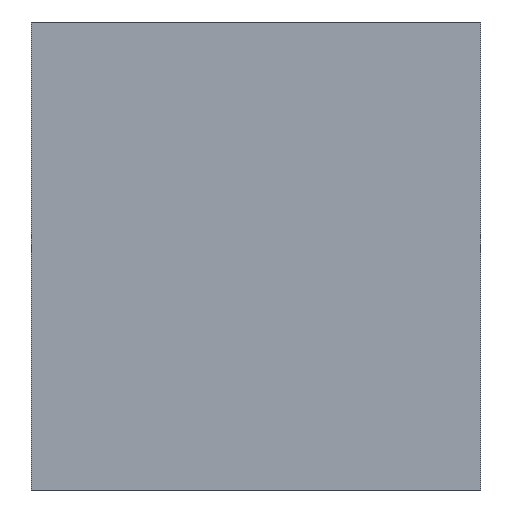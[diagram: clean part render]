
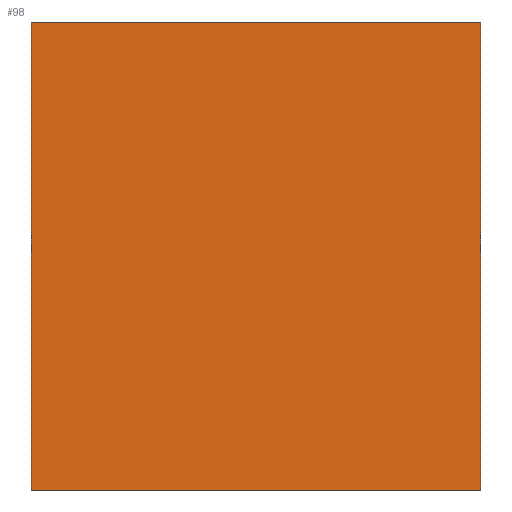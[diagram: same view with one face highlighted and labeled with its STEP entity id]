
A CAD part, front view. The second image highlights one B-rep face of the part: STEP entity #98.
In plain terms, the highlighted planar face has unit normal (0, -1, 0).
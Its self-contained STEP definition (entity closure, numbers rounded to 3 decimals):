
#14 = DIRECTION ( 'NONE',  ( 0., 0., -1. ) ) ;
#19 = DIRECTION ( 'NONE',  ( 0., 1., 0. ) ) ;
#23 = VECTOR ( 'NONE', #43, 1000. ) ;
#26 = DIRECTION ( 'NONE',  ( 1., 0., 0. ) ) ;
#30 = VERTEX_POINT ( 'NONE', #102 ) ;
#32 = EDGE_CURVE ( 'NONE', #205, #30, #198, .T. ) ;
#33 = CARTESIAN_POINT ( 'NONE',  ( 0., 0., 50. ) ) ;
#35 = CARTESIAN_POINT ( 'NONE',  ( 0., 0., 50. ) ) ;
#36 = CARTESIAN_POINT ( 'NONE',  ( 0., 0., 0. ) ) ;
#38 = ORIENTED_EDGE ( 'NONE', *, *, #220, .T. ) ;
#43 = DIRECTION ( 'NONE',  ( 0., 0., -1. ) ) ;
#50 = EDGE_CURVE ( 'NONE', #205, #210, #141, .T. ) ;
#55 = VERTEX_POINT ( 'NONE', #215 ) ;
#56 = AXIS2_PLACEMENT_3D ( 'NONE', #35, #19, #129 ) ;
#64 = DIRECTION ( 'NONE',  ( 1., 0., 0. ) ) ;
#65 = VECTOR ( 'NONE', #64, 1000. ) ;
#67 = FACE_OUTER_BOUND ( 'NONE', #74, .T. ) ;
#74 = EDGE_LOOP ( 'NONE', ( #38, #153, #113, #76 ) ) ;
#76 = ORIENTED_EDGE ( 'NONE', *, *, #50, .T. ) ;
#86 = CARTESIAN_POINT ( 'NONE',  ( 0., 0., 50. ) ) ;
#89 = EDGE_CURVE ( 'NONE', #30, #55, #105, .T. ) ;
#91 = VECTOR ( 'NONE', #26, 1000. ) ;
#98 = ADVANCED_FACE ( 'NONE', ( #67 ), #202, .F. ) ;
#102 = CARTESIAN_POINT ( 'NONE',  ( 48., 0., 50. ) ) ;
#105 = LINE ( 'NONE', #173, #137 ) ;
#113 = ORIENTED_EDGE ( 'NONE', *, *, #32, .F. ) ;
#120 = CARTESIAN_POINT ( 'NONE',  ( 0., 0., 50. ) ) ;
#128 = LINE ( 'NONE', #36, #65 ) ;
#129 = DIRECTION ( 'NONE',  ( -1., 0., 0. ) ) ;
#137 = VECTOR ( 'NONE', #14, 1000. ) ;
#141 = LINE ( 'NONE', #86, #23 ) ;
#153 = ORIENTED_EDGE ( 'NONE', *, *, #89, .F. ) ;
#173 = CARTESIAN_POINT ( 'NONE',  ( 48., 0., 50. ) ) ;
#177 = CARTESIAN_POINT ( 'NONE',  ( 0., 0., 0. ) ) ;
#198 = LINE ( 'NONE', #33, #91 ) ;
#202 = PLANE ( 'NONE',  #56 ) ;
#205 = VERTEX_POINT ( 'NONE', #120 ) ;
#210 = VERTEX_POINT ( 'NONE', #177 ) ;
#215 = CARTESIAN_POINT ( 'NONE',  ( 48., 0., 0. ) ) ;
#220 = EDGE_CURVE ( 'NONE', #210, #55, #128, .T. ) ;
